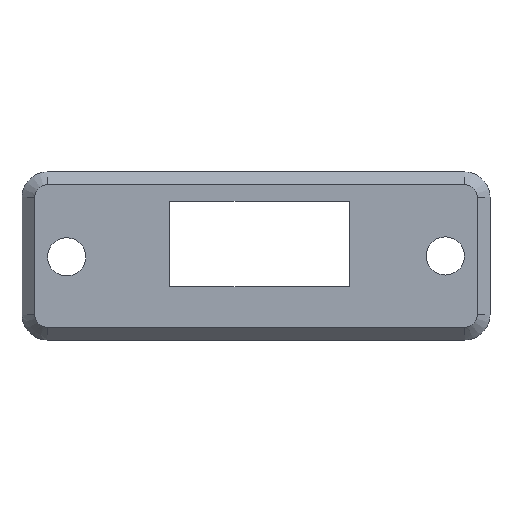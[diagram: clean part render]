
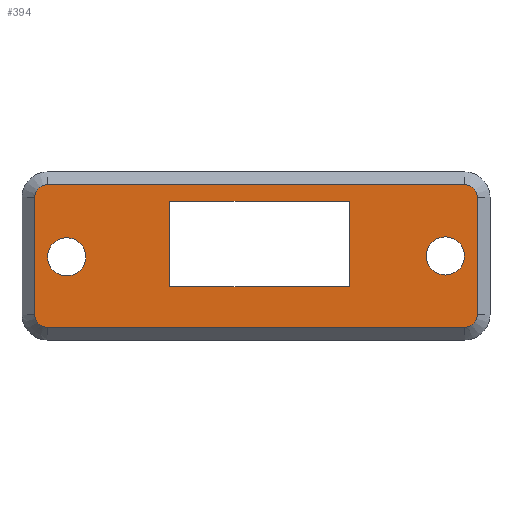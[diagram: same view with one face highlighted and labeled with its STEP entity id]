
A CAD part, top view. The second image highlights one B-rep face of the part: STEP entity #394.
In plain terms, the highlighted planar face has unit normal (0, 0, 1).
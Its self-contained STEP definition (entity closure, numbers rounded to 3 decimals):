
#17=FACE_BOUND('',#69,.T.);
#18=FACE_BOUND('',#70,.T.);
#19=FACE_BOUND('',#71,.T.);
#28=PLANE('',#437);
#47=FACE_OUTER_BOUND('',#68,.T.);
#68=EDGE_LOOP('',(#306,#307,#308,#309,#310,#311,#312,#313));
#69=EDGE_LOOP('',(#314,#315,#316,#317));
#70=EDGE_LOOP('',(#318));
#71=EDGE_LOOP('',(#319));
#89=CIRCLE('',#423,1.);
#91=CIRCLE('',#427,1.);
#93=CIRCLE('',#431,1.);
#95=CIRCLE('',#435,1.);
#96=CIRCLE('',#438,1.5);
#97=CIRCLE('',#439,1.5);
#102=LINE('',#576,#144);
#106=LINE('',#588,#148);
#110=LINE('',#600,#152);
#114=LINE('',#611,#156);
#116=LINE('',#616,#158);
#117=LINE('',#618,#159);
#118=LINE('',#620,#160);
#119=LINE('',#621,#161);
#144=VECTOR('',#466,10.);
#148=VECTOR('',#478,10.);
#152=VECTOR('',#490,10.);
#156=VECTOR('',#502,10.);
#158=VECTOR('',#506,10.);
#159=VECTOR('',#507,10.);
#160=VECTOR('',#508,10.);
#161=VECTOR('',#509,10.);
#184=VERTEX_POINT('',#566);
#187=VERTEX_POINT('',#571);
#188=VERTEX_POINT('',#575);
#190=VERTEX_POINT('',#581);
#192=VERTEX_POINT('',#587);
#194=VERTEX_POINT('',#593);
#196=VERTEX_POINT('',#599);
#198=VERTEX_POINT('',#605);
#200=VERTEX_POINT('',#614);
#201=VERTEX_POINT('',#615);
#202=VERTEX_POINT('',#617);
#203=VERTEX_POINT('',#619);
#204=VERTEX_POINT('',#622);
#205=VERTEX_POINT('',#624);
#223=EDGE_CURVE('',#187,#184,#89,.T.);
#224=EDGE_CURVE('',#184,#188,#102,.T.);
#229=EDGE_CURVE('',#188,#190,#91,.T.);
#230=EDGE_CURVE('',#190,#192,#106,.T.);
#235=EDGE_CURVE('',#192,#194,#93,.T.);
#236=EDGE_CURVE('',#194,#196,#110,.T.);
#241=EDGE_CURVE('',#196,#198,#95,.T.);
#242=EDGE_CURVE('',#198,#187,#114,.T.);
#244=EDGE_CURVE('',#200,#201,#116,.T.);
#245=EDGE_CURVE('',#201,#202,#117,.T.);
#246=EDGE_CURVE('',#202,#203,#118,.T.);
#247=EDGE_CURVE('',#203,#200,#119,.T.);
#248=EDGE_CURVE('',#204,#204,#96,.T.);
#249=EDGE_CURVE('',#205,#205,#97,.T.);
#306=ORIENTED_EDGE('',*,*,#223,.F.);
#307=ORIENTED_EDGE('',*,*,#242,.F.);
#308=ORIENTED_EDGE('',*,*,#241,.F.);
#309=ORIENTED_EDGE('',*,*,#236,.F.);
#310=ORIENTED_EDGE('',*,*,#235,.F.);
#311=ORIENTED_EDGE('',*,*,#230,.F.);
#312=ORIENTED_EDGE('',*,*,#229,.F.);
#313=ORIENTED_EDGE('',*,*,#224,.F.);
#314=ORIENTED_EDGE('',*,*,#244,.T.);
#315=ORIENTED_EDGE('',*,*,#245,.T.);
#316=ORIENTED_EDGE('',*,*,#246,.T.);
#317=ORIENTED_EDGE('',*,*,#247,.T.);
#318=ORIENTED_EDGE('',*,*,#248,.T.);
#319=ORIENTED_EDGE('',*,*,#249,.T.);
#394=ADVANCED_FACE('',(#47,#17,#18,#19),#28,.T.);
#423=AXIS2_PLACEMENT_3D('',#573,#462,#463);
#427=AXIS2_PLACEMENT_3D('',#585,#474,#475);
#431=AXIS2_PLACEMENT_3D('',#597,#486,#487);
#435=AXIS2_PLACEMENT_3D('',#609,#498,#499);
#437=AXIS2_PLACEMENT_3D('',#613,#504,#505);
#438=AXIS2_PLACEMENT_3D('',#623,#510,#511);
#439=AXIS2_PLACEMENT_3D('',#625,#512,#513);
#462=DIRECTION('center_axis',(0.,0.,
-1.));
#463=DIRECTION('ref_axis',(-0.707,0.707,0.));
#466=DIRECTION('',(1.,0.,0.));
#474=DIRECTION('center_axis',(0.,0.,
-1.));
#475=DIRECTION('ref_axis',(0.707,0.707,0.));
#478=DIRECTION('',(0.,-1.,0.));
#486=DIRECTION('center_axis',(0.,0.,
-1.));
#487=DIRECTION('ref_axis',(0.707,-0.707,0.));
#490=DIRECTION('',(-1.,0.,0.));
#498=DIRECTION('center_axis',(0.,0.,
-1.));
#499=DIRECTION('ref_axis',(-0.707,-0.707,0.));
#502=DIRECTION('',(0.,1.,0.));
#504=DIRECTION('center_axis',(0.,0.,
1.));
#505=DIRECTION('ref_axis',(1.,0.,0.));
#506=DIRECTION('',(0.,-1.,0.));
#507=DIRECTION('',(-1.,0.,0.));
#508=DIRECTION('',(0.,1.,0.));
#509=DIRECTION('',(1.,0.,0.));
#510=DIRECTION('center_axis',(0.,0.,
-1.));
#511=DIRECTION('ref_axis',(1.,0.,0.));
#512=DIRECTION('center_axis',(0.,0.,
-1.));
#513=DIRECTION('ref_axis',(1.,0.,0.));
#566=CARTESIAN_POINT('',(1.,7.669,10.969));
#571=CARTESIAN_POINT('',(0.,6.669,10.969));
#573=CARTESIAN_POINT('Origin',(1.,6.669,10.969));
#575=CARTESIAN_POINT('',(33.75,7.669,10.969));
#576=CARTESIAN_POINT('',(8.187,7.669,10.969));
#581=CARTESIAN_POINT('',(34.75,6.669,10.969));
#585=CARTESIAN_POINT('Origin',(33.75,6.669,10.969));
#587=CARTESIAN_POINT('',(34.75,-2.531,10.969));
#588=CARTESIAN_POINT('',(34.75,3.194,10.969));
#593=CARTESIAN_POINT('',(33.75,-3.531,10.969));
#597=CARTESIAN_POINT('Origin',(33.75,-2.531,10.969));
#599=CARTESIAN_POINT('',(1.,-3.531,10.969));
#600=CARTESIAN_POINT('',(26.563,-3.531,10.969));
#605=CARTESIAN_POINT('',(0.,-2.531,10.969));
#609=CARTESIAN_POINT('Origin',(1.,-2.531,10.969));
#611=CARTESIAN_POINT('',(0.,-3.406,10.969));
#613=CARTESIAN_POINT('Origin',(17.375,-2.281,10.969));
#614=CARTESIAN_POINT('',(24.706,6.369,10.969));
#615=CARTESIAN_POINT('',(24.706,-0.331,10.969));
#616=CARTESIAN_POINT('',(24.706,-1.306,10.969));
#617=CARTESIAN_POINT('',(10.606,-0.331,10.969));
#618=CARTESIAN_POINT('',(13.99,-0.331,10.969));
#619=CARTESIAN_POINT('',(10.606,6.369,10.969));
#620=CARTESIAN_POINT('',(10.606,0.169,10.969));
#621=CARTESIAN_POINT('',(10.606,6.369,10.969));
#622=CARTESIAN_POINT('',(1.,2.,10.969));
#623=CARTESIAN_POINT('Origin',(2.5,2.,10.969));
#624=CARTESIAN_POINT('',(30.75,2.069,10.969));
#625=CARTESIAN_POINT('Origin',(32.25,2.069,10.969));
